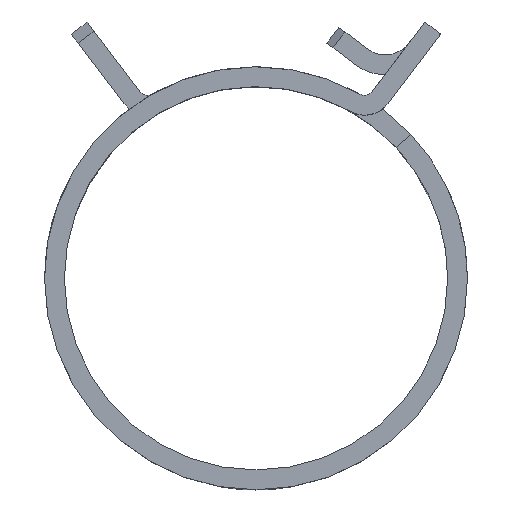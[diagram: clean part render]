
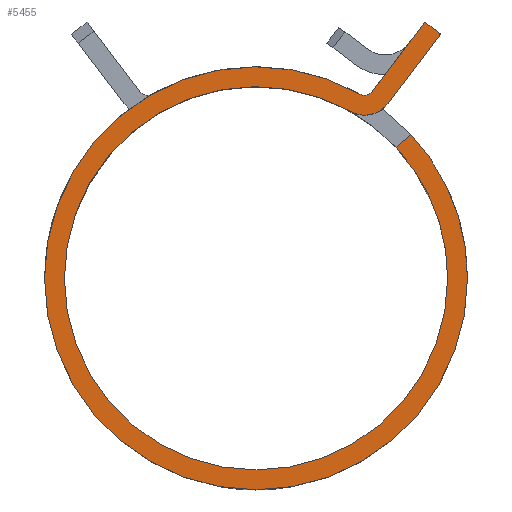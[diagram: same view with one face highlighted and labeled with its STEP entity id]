
A CAD part, top view. The second image highlights one B-rep face of the part: STEP entity #5455.
In plain terms, the highlighted planar face has unit normal (0, 0, 1).
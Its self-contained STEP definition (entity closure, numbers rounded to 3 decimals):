
#17 = AXIS2_PLACEMENT_3D ( 'NONE', #1644, #5000, #4966 ) ;
#96 = CARTESIAN_POINT ( 'NONE',  ( 0., 0., 6. ) ) ;
#126 = EDGE_CURVE ( 'NONE', #6142, #273, #5720, .T. ) ;
#131 = AXIS2_PLACEMENT_3D ( 'NONE', #5284, #3364, #1897 ) ;
#163 = CARTESIAN_POINT ( 'NONE',  ( 11.477, 20.335, 6. ) ) ;
#172 = CARTESIAN_POINT ( 'NONE',  ( 17.824, 27.078, 6. ) ) ;
#205 = CARTESIAN_POINT ( 'NONE',  ( 0., 0., 6. ) ) ;
#216 = PLANE ( 'NONE',  #5115 ) ;
#217 = DIRECTION ( 'NONE',  ( -0.603, -0.798, 0. ) ) ;
#273 = VERTEX_POINT ( 'NONE', #661 ) ;
#277 = DIRECTION ( 'NONE',  ( 0., 0., 1. ) ) ;
#296 = CARTESIAN_POINT ( 'NONE',  ( 14.827, 13.793, 6. ) ) ;
#595 = CARTESIAN_POINT ( 'NONE',  ( 20.25, 0., 6. ) ) ;
#615 = CARTESIAN_POINT ( 'NONE',  ( 16.364, 15.223, 6. ) ) ;
#650 = DIRECTION ( 'NONE',  ( 0., 0., 1. ) ) ;
#661 = CARTESIAN_POINT ( 'NONE',  ( 12.275, 19.732, 6. ) ) ;
#823 = CARTESIAN_POINT ( 'NONE',  ( 13.95, 18.466, 6. ) ) ;
#837 = CARTESIAN_POINT ( 'NONE',  ( 9.953, 17.635, 6. ) ) ;
#879 = EDGE_CURVE ( 'NONE', #3470, #5191, #2981, .T. ) ;
#924 = ORIENTED_EDGE ( 'NONE', *, *, #126, .T. ) ;
#1003 = VERTEX_POINT ( 'NONE', #1886 ) ;
#1040 = DIRECTION ( 'NONE',  ( 1., 0., 0. ) ) ;
#1063 = CARTESIAN_POINT ( 'NONE',  ( 22.35, 0., 6. ) ) ;
#1082 = LINE ( 'NONE', #2629, #2659 ) ;
#1153 = ORIENTED_EDGE ( 'NONE', *, *, #1807, .T. ) ;
#1185 = DIRECTION ( 'NONE',  ( 1., 0., 0. ) ) ;
#1187 = CIRCLE ( 'NONE', #2584, 1. ) ;
#1411 = ORIENTED_EDGE ( 'NONE', *, *, #3144, .F. ) ;
#1428 = CARTESIAN_POINT ( 'NONE',  ( 17.824, 27.078, 6. ) ) ;
#1458 = AXIS2_PLACEMENT_3D ( 'NONE', #3873, #4818, #1965 ) ;
#1622 = EDGE_CURVE ( 'NONE', #273, #5891, #1187, .T. ) ;
#1627 = ORIENTED_EDGE ( 'NONE', *, *, #1868, .T. ) ;
#1644 = CARTESIAN_POINT ( 'NONE',  ( 0., 0., 6. ) ) ;
#1745 = LINE ( 'NONE', #296, #1898 ) ;
#1807 = EDGE_CURVE ( 'NONE', #3612, #2782, #4553, .T. ) ;
#1868 = EDGE_CURVE ( 'NONE', #5891, #2137, #2058, .T. ) ;
#1880 = ORIENTED_EDGE ( 'NONE', *, *, #1622, .T. ) ;
#1886 = CARTESIAN_POINT ( 'NONE',  ( 19.5, 25.812, 6. ) ) ;
#1897 = DIRECTION ( 'NONE',  ( 1., 0., 0. ) ) ;
#1898 = VECTOR ( 'NONE', #3615, 1000. ) ;
#1965 = DIRECTION ( 'NONE',  ( 1., 0., 0. ) ) ;
#2058 = CIRCLE ( 'NONE', #3154, 22.35 ) ;
#2137 = VERTEX_POINT ( 'NONE', #5590 ) ;
#2176 = DIRECTION ( 'NONE',  ( 0., 0., 1. ) ) ;
#2353 = AXIS2_PLACEMENT_3D ( 'NONE', #5991, #277, #2513 ) ;
#2386 = VECTOR ( 'NONE', #4338, 1000. ) ;
#2439 = EDGE_CURVE ( 'NONE', #5191, #4689, #3751, .T. ) ;
#2448 = CIRCLE ( 'NONE', #2630, 3.1 ) ;
#2486 = DIRECTION ( 'NONE',  ( 0., 0., -1. ) ) ;
#2513 = DIRECTION ( 'NONE',  ( 1., 0., 0. ) ) ;
#2527 = EDGE_CURVE ( 'NONE', #1003, #4549, #1082, .T. ) ;
#2584 = AXIS2_PLACEMENT_3D ( 'NONE', #5015, #5480, #2654 ) ;
#2629 = CARTESIAN_POINT ( 'NONE',  ( 19.5, 25.812, 6. ) ) ;
#2630 = AXIS2_PLACEMENT_3D ( 'NONE', #163, #2486, #5934 ) ;
#2654 = DIRECTION ( 'NONE',  ( 1., 0., 0. ) ) ;
#2659 = VECTOR ( 'NONE', #217, 1000. ) ;
#2782 = VERTEX_POINT ( 'NONE', #615 ) ;
#2864 = DIRECTION ( 'NONE',  ( 0., 0., 1. ) ) ;
#2981 = CIRCLE ( 'NONE', #17, 20.25 ) ;
#3059 = CIRCLE ( 'NONE', #5251, 22.35 ) ;
#3144 = EDGE_CURVE ( 'NONE', #6142, #1003, #4438, .T. ) ;
#3154 = AXIS2_PLACEMENT_3D ( 'NONE', #205, #2176, #1185 ) ;
#3364 = DIRECTION ( 'NONE',  ( 0., 0., 1. ) ) ;
#3432 = CARTESIAN_POINT ( 'NONE',  ( 0., 0., 6. ) ) ;
#3441 = ORIENTED_EDGE ( 'NONE', *, *, #4714, .F. ) ;
#3470 = VERTEX_POINT ( 'NONE', #6047 ) ;
#3612 = VERTEX_POINT ( 'NONE', #1063 ) ;
#3615 = DIRECTION ( 'NONE',  ( 0.732, 0.681, 0. ) ) ;
#3751 = CIRCLE ( 'NONE', #2353, 20.25 ) ;
#3873 = CARTESIAN_POINT ( 'NONE',  ( 0., 0., 6. ) ) ;
#3995 = CIRCLE ( 'NONE', #131, 20.25 ) ;
#4041 = VECTOR ( 'NONE', #4858, 1000. ) ;
#4140 = ORIENTED_EDGE ( 'NONE', *, *, #879, .F. ) ;
#4244 = CARTESIAN_POINT ( 'NONE',  ( 14.827, 13.793, 6. ) ) ;
#4326 = EDGE_CURVE ( 'NONE', #2137, #3612, #3059, .T. ) ;
#4338 = DIRECTION ( 'NONE',  ( -0.603, -0.798, 0. ) ) ;
#4378 = ORIENTED_EDGE ( 'NONE', *, *, #2439, .F. ) ;
#4437 = CARTESIAN_POINT ( 'NONE',  ( 10.985, 19.464, 6. ) ) ;
#4438 = LINE ( 'NONE', #172, #4041 ) ;
#4530 = EDGE_CURVE ( 'NONE', #4689, #2782, #1745, .T. ) ;
#4549 = VERTEX_POINT ( 'NONE', #823 ) ;
#4553 = CIRCLE ( 'NONE', #1458, 22.35 ) ;
#4689 = VERTEX_POINT ( 'NONE', #4244 ) ;
#4697 = ORIENTED_EDGE ( 'NONE', *, *, #2527, .F. ) ;
#4714 = EDGE_CURVE ( 'NONE', #5328, #3470, #3995, .T. ) ;
#4818 = DIRECTION ( 'NONE',  ( 0., 0., 1. ) ) ;
#4858 = DIRECTION ( 'NONE',  ( 0.798, -0.603, 0. ) ) ;
#4945 = EDGE_LOOP ( 'NONE', ( #1627, #6076, #1153, #6029, #4378, #4140, #3441, #5226, #4697, #1411, #924, #1880 ) ) ;
#4966 = DIRECTION ( 'NONE',  ( 1., 0., 0. ) ) ;
#4997 = CARTESIAN_POINT ( 'NONE',  ( 17.824, 27.078, 6. ) ) ;
#5000 = DIRECTION ( 'NONE',  ( 0., 0., 1. ) ) ;
#5015 = CARTESIAN_POINT ( 'NONE',  ( 11.477, 20.335, 6. ) ) ;
#5115 = AXIS2_PLACEMENT_3D ( 'NONE', #96, #650, #5930 ) ;
#5191 = VERTEX_POINT ( 'NONE', #595 ) ;
#5226 = ORIENTED_EDGE ( 'NONE', *, *, #6132, .F. ) ;
#5251 = AXIS2_PLACEMENT_3D ( 'NONE', #3432, #2864, #1040 ) ;
#5284 = CARTESIAN_POINT ( 'NONE',  ( 0., 0., 6. ) ) ;
#5328 = VERTEX_POINT ( 'NONE', #837 ) ;
#5364 = FACE_OUTER_BOUND ( 'NONE', #4945, .T. ) ;
#5455 = ADVANCED_FACE ( 'NONE', ( #5364 ), #216, .T. ) ;
#5480 = DIRECTION ( 'NONE',  ( 0., 0., -1. ) ) ;
#5590 = CARTESIAN_POINT ( 'NONE',  ( -22.35, 0., 6. ) ) ;
#5720 = LINE ( 'NONE', #1428, #2386 ) ;
#5891 = VERTEX_POINT ( 'NONE', #4437 ) ;
#5930 = DIRECTION ( 'NONE',  ( 1., 0., 0. ) ) ;
#5934 = DIRECTION ( 'NONE',  ( -1., 0., 0. ) ) ;
#5991 = CARTESIAN_POINT ( 'NONE',  ( 0., 0., 6. ) ) ;
#6029 = ORIENTED_EDGE ( 'NONE', *, *, #4530, .F. ) ;
#6047 = CARTESIAN_POINT ( 'NONE',  ( -20.25, 0., 6. ) ) ;
#6076 = ORIENTED_EDGE ( 'NONE', *, *, #4326, .T. ) ;
#6132 = EDGE_CURVE ( 'NONE', #4549, #5328, #2448, .T. ) ;
#6142 = VERTEX_POINT ( 'NONE', #4997 ) ;
